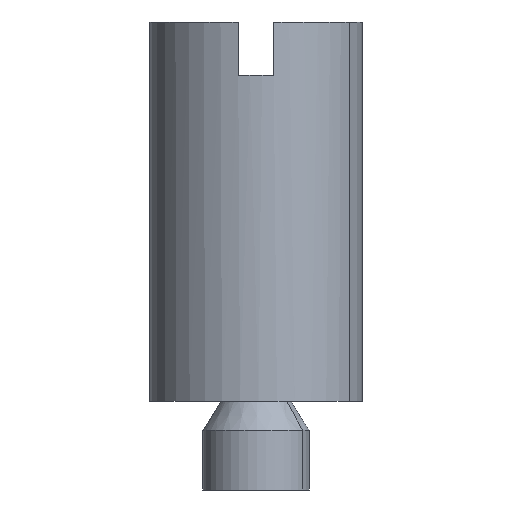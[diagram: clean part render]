
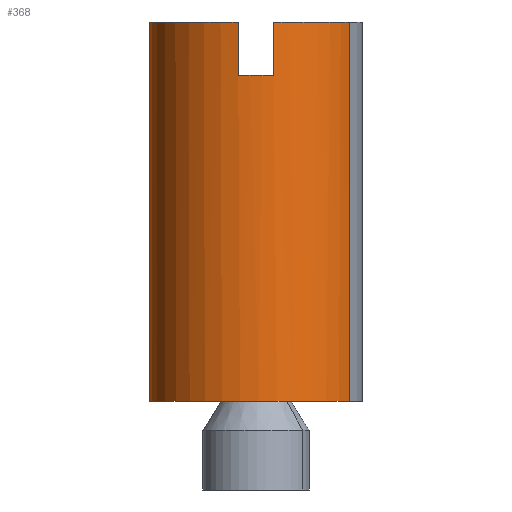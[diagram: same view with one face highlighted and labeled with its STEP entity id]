
A CAD part, left-side view. The second image highlights one B-rep face of the part: STEP entity #368.
In plain terms, the highlighted cylindrical face has radius 3 mm (diameter 6 mm), a partial arc.
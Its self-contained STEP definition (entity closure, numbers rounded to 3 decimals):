
#175=AXIS2_PLACEMENT_3D('Circle Axis2P3D',#173,#174,$) ;
#224=AXIS2_PLACEMENT_3D('Circle Axis2P3D',#222,#223,$) ;
#282=AXIS2_PLACEMENT_3D('Circle Axis2P3D',#280,#281,$) ;
#297=AXIS2_PLACEMENT_3D('Cylinder Axis2P3D',#294,#295,#296) ;
#348=AXIS2_PLACEMENT_3D('Circle Axis2P3D',#346,#347,$) ;
#168=CARTESIAN_POINT('Vertex',(4.438,5.633,2.5)) ;
#170=CARTESIAN_POINT('Vertex',(1.562,0.367,2.5)) ;
#173=CARTESIAN_POINT('Axis2P3D Location',(3.,3.,2.5)) ;
#219=CARTESIAN_POINT('Vertex',(0.042,2.5,13.2)) ;
#222=CARTESIAN_POINT('Axis2P3D Location',(3.,3.,13.2)) ;
#226=CARTESIAN_POINT('Vertex',(1.562,0.367,13.2)) ;
#249=CARTESIAN_POINT('Vertex',(0.042,3.5,13.2)) ;
#277=CARTESIAN_POINT('Vertex',(4.438,5.633,13.2)) ;
#280=CARTESIAN_POINT('Axis2P3D Location',(3.,3.,13.2)) ;
#294=CARTESIAN_POINT('Axis2P3D Location',(3.,3.,6.6)) ;
#299=CARTESIAN_POINT('Line Origine',(1.562,0.367,7.85)) ;
#304=CARTESIAN_POINT('Line Origine',(4.438,5.633,7.85)) ;
#339=CARTESIAN_POINT('Line Origine',(0.042,2.5,7.85)) ;
#343=CARTESIAN_POINT('Vertex',(0.042,2.5,11.7)) ;
#346=CARTESIAN_POINT('Axis2P3D Location',(3.,3.,11.7)) ;
#350=CARTESIAN_POINT('Vertex',(0.042,3.5,11.7)) ;
#353=CARTESIAN_POINT('Line Origine',(0.042,3.5,7.85)) ;
#174=DIRECTION('Axis2P3D Direction',(0.,0.,-1.)) ;
#223=DIRECTION('Axis2P3D Direction',(0.,0.,-1.)) ;
#281=DIRECTION('Axis2P3D Direction',(0.,0.,-1.)) ;
#295=DIRECTION('Axis2P3D Direction',(0.,0.,-1.)) ;
#296=DIRECTION('Axis2P3D XDirection',(-0.479,-0.878,0.)) ;
#300=DIRECTION('Vector Direction',(0.,0.,-1.)) ;
#305=DIRECTION('Vector Direction',(0.,0.,-1.)) ;
#340=DIRECTION('Vector Direction',(0.,0.,-1.)) ;
#347=DIRECTION('Axis2P3D Direction',(0.,0.,-1.)) ;
#354=DIRECTION('Vector Direction',(0.,0.,-1.)) ;
#301=VECTOR('Line Direction',#300,1.) ;
#306=VECTOR('Line Direction',#305,1.) ;
#341=VECTOR('Line Direction',#340,1.) ;
#355=VECTOR('Line Direction',#354,1.) ;
#359=ORIENTED_EDGE('',*,*,#284,.T.) ;
#360=ORIENTED_EDGE('',*,*,#308,.F.) ;
#361=ORIENTED_EDGE('',*,*,#177,.F.) ;
#362=ORIENTED_EDGE('',*,*,#303,.T.) ;
#363=ORIENTED_EDGE('',*,*,#228,.T.) ;
#364=ORIENTED_EDGE('',*,*,#345,.F.) ;
#365=ORIENTED_EDGE('',*,*,#352,.F.) ;
#366=ORIENTED_EDGE('',*,*,#357,.F.) ;
#368=ADVANCED_FACE('GEWINDEHUELSE',(#367),#298,.T.) ;
#176=CIRCLE('generated circle',#175,3.) ;
#225=CIRCLE('generated circle',#224,3.) ;
#283=CIRCLE('generated circle',#282,3.) ;
#349=CIRCLE('generated circle',#348,3.) ;
#298=CYLINDRICAL_SURFACE('generated cylinder',#297,3.) ;
#177=EDGE_CURVE('',#171,#169,#176,.T.) ;
#228=EDGE_CURVE('',#227,#220,#225,.T.) ;
#284=EDGE_CURVE('',#250,#278,#283,.T.) ;
#303=EDGE_CURVE('',#171,#227,#302,.F.) ;
#308=EDGE_CURVE('',#169,#278,#307,.F.) ;
#345=EDGE_CURVE('',#344,#220,#342,.F.) ;
#352=EDGE_CURVE('',#351,#344,#349,.F.) ;
#357=EDGE_CURVE('',#250,#351,#356,.T.) ;
#358=EDGE_LOOP('',(#359,#360,#361,#362,#363,#364,#365,#366)) ;
#367=FACE_OUTER_BOUND('',#358,.T.) ;
#302=LINE('Line',#299,#301) ;
#307=LINE('Line',#304,#306) ;
#342=LINE('Line',#339,#341) ;
#356=LINE('Line',#353,#355) ;
#169=VERTEX_POINT('',#168) ;
#171=VERTEX_POINT('',#170) ;
#220=VERTEX_POINT('',#219) ;
#227=VERTEX_POINT('',#226) ;
#250=VERTEX_POINT('',#249) ;
#278=VERTEX_POINT('',#277) ;
#344=VERTEX_POINT('',#343) ;
#351=VERTEX_POINT('',#350) ;
